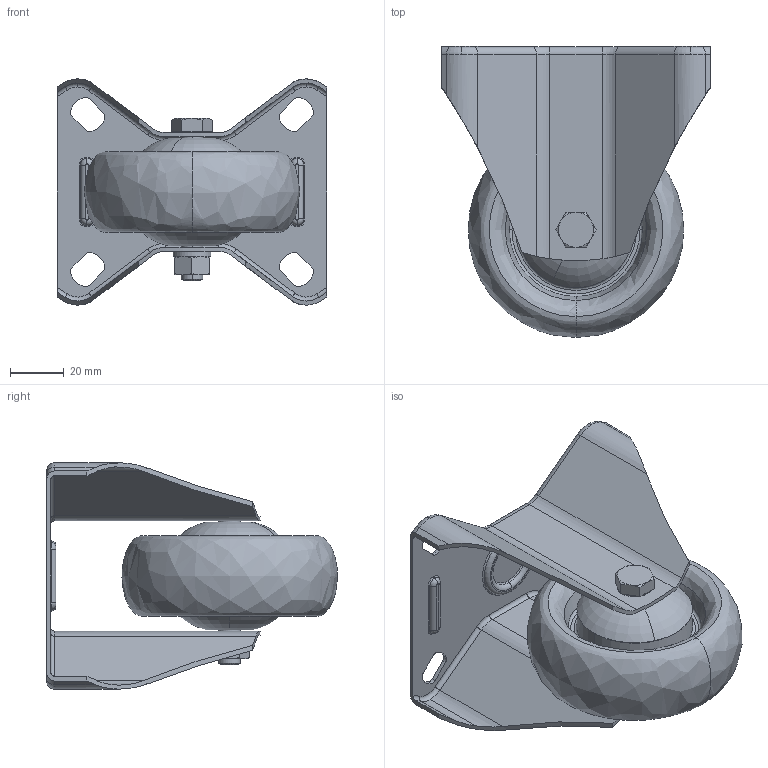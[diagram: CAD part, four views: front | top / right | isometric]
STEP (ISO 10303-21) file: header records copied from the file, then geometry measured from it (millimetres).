
FILE_DESCRIPTION (( 'STEP AP214' ), '1' );
FILE_NAME ('0034028.step', '2022-09-20T09:12:58', ( '' ), ( '' ), 'SwSTEP 2.0', 'SolidWorks 2020', '' );
FILE_SCHEMA (( 'AUTOMOTIVE_DESIGN' ));
Length unit declared in the file: millimetre
Products named in the file (1): 0034028
Bounding box: 100 x 107.99 x 84 mm (x, y, z)
Volume: 143129.9 mm3; surface area: 86511.5 mm2
Topology: 8 solids, 8 shells, 353 faces, 840 edges, 520 vertices
Faces by surface type: cylinder 122, torus 86, plane 83, cone 48, bspline 14
Entity records: 14746 total; most frequent: CARTESIAN_POINT 2454, DIRECTION 1892, ORIENTED_EDGE 1680, EDGE_CURVE 840, AXIS2_PLACEMENT_3D 814, VERTEX_POINT 520, CIRCLE 474, EDGE_LOOP 392
